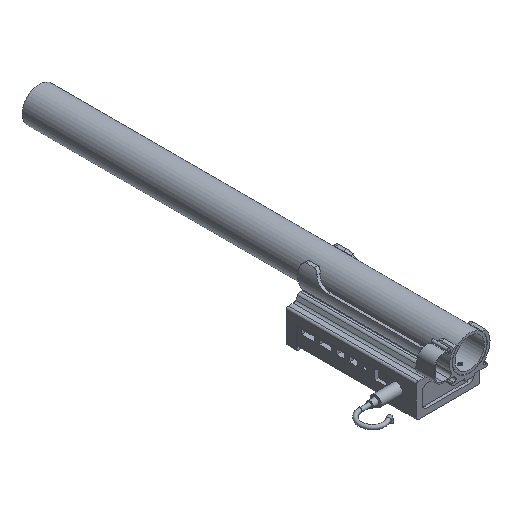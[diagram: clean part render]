
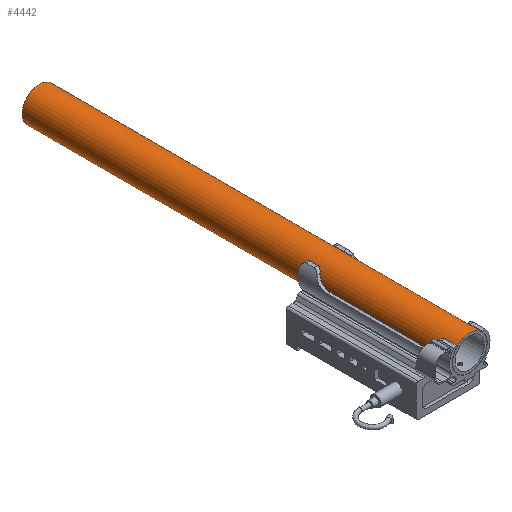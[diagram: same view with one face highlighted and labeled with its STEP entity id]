
A CAD part, isometric view. The second image highlights one B-rep face of the part: STEP entity #4442.
In plain terms, the highlighted cylindrical face has radius 17.5 mm (diameter 35 mm), a full revolution.
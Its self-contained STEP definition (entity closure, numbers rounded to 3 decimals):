
#43=B_SPLINE_CURVE_WITH_KNOTS('',3,(#6798,#6799,#6800,#6801,#6802,#6803,
#6804,#6805,#6806,#6807,#6808,#6809),.UNSPECIFIED.,.F.,.F.,(4,2,2,2,2,4),
(0.611,0.628,0.691,0.754,
0.816,0.872),.UNSPECIFIED.);
#51=B_SPLINE_CURVE_WITH_KNOTS('',3,(#6895,#6896,#6897,#6898,#6899,#6900),
 .UNSPECIFIED.,.F.,.F.,(4,2,4),(0.216,0.232,0.278),
 .UNSPECIFIED.);
#55=B_SPLINE_CURVE_WITH_KNOTS('',3,(#7055,#7056,#7057,#7058,#7059,#7060,
#7061,#7062,#7063,#7064,#7065,#7066,#7067,#7068,#7069,#7070,#7071,#7072,
#7073,#7074,#7075,#7076,#7077,#7078,#7079,#7080,#7081,#7082),
 .UNSPECIFIED.,.F.,.F.,(4,2,2,2,2,2,2,2,2,2,2,2,2,4),(0.,0.063,
0.148,0.168,0.18,0.194,
0.207,0.221,0.248,0.286,
0.329,0.376,0.425,0.468),
 .UNSPECIFIED.);
#59=B_SPLINE_CURVE_WITH_KNOTS('',3,(#7256,#7257,#7258,#7259,#7260,#7261,
#7262,#7263,#7264,#7265,#7266,#7267,#7268,#7269),.UNSPECIFIED.,.F.,.F.,
(4,2,2,2,2,2,4),(0.,0.06,0.112,0.17,
0.237,0.293,0.348),.UNSPECIFIED.);
#149=FACE_BOUND('',#636,.T.);
#375=FACE_OUTER_BOUND('',#635,.T.);
#635=EDGE_LOOP('',(#3334,#3335,#3336,#3337));
#636=EDGE_LOOP('',(#3338,#3339,#3340,#3341));
#947=LINE('',#7316,#1360);
#1360=VECTOR('',#5449,17.5);
#1677=CIRCLE('',#4755,17.5);
#1678=CIRCLE('',#4756,17.5);
#1918=VERTEX_POINT('',#6792);
#1919=VERTEX_POINT('',#6797);
#1929=VERTEX_POINT('',#6885);
#1930=VERTEX_POINT('',#6894);
#1934=VERTEX_POINT('',#7313);
#1935=VERTEX_POINT('',#7315);
#2424=EDGE_CURVE('',#1919,#1918,#43,.T.);
#2436=EDGE_CURVE('',#1930,#1929,#51,.T.);
#2440=EDGE_CURVE('',#1929,#1919,#55,.T.);
#2445=EDGE_CURVE('',#1918,#1930,#59,.T.);
#2451=EDGE_CURVE('',#1934,#1934,#1677,.T.);
#2452=EDGE_CURVE('',#1934,#1935,#947,.T.);
#2453=EDGE_CURVE('',#1935,#1935,#1678,.T.);
#3334=ORIENTED_EDGE('',*,*,#2451,.F.);
#3335=ORIENTED_EDGE('',*,*,#2452,.T.);
#3336=ORIENTED_EDGE('',*,*,#2453,.T.);
#3337=ORIENTED_EDGE('',*,*,#2452,.F.);
#3338=ORIENTED_EDGE('',*,*,#2440,.T.);
#3339=ORIENTED_EDGE('',*,*,#2424,.T.);
#3340=ORIENTED_EDGE('',*,*,#2445,.T.);
#3341=ORIENTED_EDGE('',*,*,#2436,.T.);
#4267=CYLINDRICAL_SURFACE('',#4754,17.5);
#4442=ADVANCED_FACE('',(#375,#149),#4267,.T.);
#4754=AXIS2_PLACEMENT_3D('',#7312,#5445,#5446);
#4755=AXIS2_PLACEMENT_3D('',#7314,#5447,#5448);
#4756=AXIS2_PLACEMENT_3D('',#7317,#5450,#5451);
#5445=DIRECTION('center_axis',(0.,1.,0.));
#5446=DIRECTION('ref_axis',(1.,0.,0.));
#5447=DIRECTION('center_axis',(0.,1.,0.));
#5448=DIRECTION('ref_axis',(1.,0.,0.));
#5449=DIRECTION('',(0.,-1.,0.));
#5450=DIRECTION('center_axis',(0.,1.,0.));
#5451=DIRECTION('ref_axis',(1.,0.,0.));
#6792=CARTESIAN_POINT('',(1.128,8.774,-17.464));
#6797=CARTESIAN_POINT('',(-1.291,8.947,-17.452));
#6798=CARTESIAN_POINT('Ctrl Pts',(-1.291,8.947,-17.452));
#6799=CARTESIAN_POINT('Ctrl Pts',(-1.255,8.903,-17.455));
#6800=CARTESIAN_POINT('Ctrl Pts',(-1.217,8.861,-17.458));
#6801=CARTESIAN_POINT('Ctrl Pts',(-1.03,8.674,-17.47));
#6802=CARTESIAN_POINT('Ctrl Pts',(-0.843,8.546,-17.481));
#6803=CARTESIAN_POINT('Ctrl Pts',(-0.433,8.376,-17.496));
#6804=CARTESIAN_POINT('Ctrl Pts',(-0.209,8.334,-17.5));
#6805=CARTESIAN_POINT('Ctrl Pts',(0.209,8.334,-17.5));
#6806=CARTESIAN_POINT('Ctrl Pts',(0.433,8.376,-17.496));
#6807=CARTESIAN_POINT('Ctrl Pts',(0.821,8.537,-17.482));
#6808=CARTESIAN_POINT('Ctrl Pts',(0.989,8.646,-17.473));
#6809=CARTESIAN_POINT('Ctrl Pts',(1.128,8.774,-17.464));
#6885=CARTESIAN_POINT('',(0.328,12.028,-17.497));
#6894=CARTESIAN_POINT('',(0.948,11.823,-17.474));
#6895=CARTESIAN_POINT('Ctrl Pts',(0.948,11.823,-17.474));
#6896=CARTESIAN_POINT('Ctrl Pts',(0.895,11.85,-17.477));
#6897=CARTESIAN_POINT('Ctrl Pts',(0.841,11.876,-17.48));
#6898=CARTESIAN_POINT('Ctrl Pts',(0.639,11.96,-17.489));
#6899=CARTESIAN_POINT('Ctrl Pts',(0.483,12.003,-17.494));
#6900=CARTESIAN_POINT('Ctrl Pts',(0.328,12.028,-17.497));
#7055=CARTESIAN_POINT('Ctrl Pts',(0.328,12.028,-17.497));
#7056=CARTESIAN_POINT('Ctrl Pts',(0.118,12.036,-17.501));
#7057=CARTESIAN_POINT('Ctrl Pts',(-0.092,12.017,
-17.501));
#7058=CARTESIAN_POINT('Ctrl Pts',(-0.574,11.911,-17.493));
#7059=CARTESIAN_POINT('Ctrl Pts',(-0.839,11.801,-17.481));
#7060=CARTESIAN_POINT('Ctrl Pts',(-1.128,11.608,-17.464));
#7061=CARTESIAN_POINT('Ctrl Pts',(-1.18,11.57,-17.46));
#7062=CARTESIAN_POINT('Ctrl Pts',(-1.261,11.504,-17.455));
#7063=CARTESIAN_POINT('Ctrl Pts',(-1.291,11.478,-17.452));
#7064=CARTESIAN_POINT('Ctrl Pts',(-1.356,11.42,-17.447));
#7065=CARTESIAN_POINT('Ctrl Pts',(-1.389,11.387,-17.445));
#7066=CARTESIAN_POINT('Ctrl Pts',(-1.451,11.322,-17.44));
#7067=CARTESIAN_POINT('Ctrl Pts',(-1.479,11.29,-17.437));
#7068=CARTESIAN_POINT('Ctrl Pts',(-1.536,11.221,-17.432));
#7069=CARTESIAN_POINT('Ctrl Pts',(-1.565,11.184,-17.43));
#7070=CARTESIAN_POINT('Ctrl Pts',(-1.644,11.073,-17.423));
#7071=CARTESIAN_POINT('Ctrl Pts',(-1.689,10.997,-17.418));
#7072=CARTESIAN_POINT('Ctrl Pts',(-1.786,10.805,-17.409));
#7073=CARTESIAN_POINT('Ctrl Pts',(-1.831,10.686,-17.404));
#7074=CARTESIAN_POINT('Ctrl Pts',(-1.894,10.423,-17.397));
#7075=CARTESIAN_POINT('Ctrl Pts',(-1.909,10.281,-17.396));
#7076=CARTESIAN_POINT('Ctrl Pts',(-1.899,9.981,-17.397));
#7077=CARTESIAN_POINT('Ctrl Pts',(-1.869,9.826,-17.4));
#7078=CARTESIAN_POINT('Ctrl Pts',(-1.763,9.525,-17.411));
#7079=CARTESIAN_POINT('Ctrl Pts',(-1.686,9.382,-17.419));
#7080=CARTESIAN_POINT('Ctrl Pts',(-1.503,9.138,-17.436));
#7081=CARTESIAN_POINT('Ctrl Pts',(-1.403,9.036,-17.444));
#7082=CARTESIAN_POINT('Ctrl Pts',(-1.291,8.947,-17.452));
#7256=CARTESIAN_POINT('Ctrl Pts',(1.128,8.774,-17.464));
#7257=CARTESIAN_POINT('Ctrl Pts',(1.278,8.904,-17.454));
#7258=CARTESIAN_POINT('Ctrl Pts',(1.404,9.06,-17.444));
#7259=CARTESIAN_POINT('Ctrl Pts',(1.587,9.386,-17.428));
#7260=CARTESIAN_POINT('Ctrl Pts',(1.651,9.55,-17.422));
#7261=CARTESIAN_POINT('Ctrl Pts',(1.738,9.91,-17.414));
#7262=CARTESIAN_POINT('Ctrl Pts',(1.755,10.106,-17.412));
#7263=CARTESIAN_POINT('Ctrl Pts',(1.733,10.523,-17.414));
#7264=CARTESIAN_POINT('Ctrl Pts',(1.685,10.743,-17.419));
#7265=CARTESIAN_POINT('Ctrl Pts',(1.535,11.124,-17.433));
#7266=CARTESIAN_POINT('Ctrl Pts',(1.444,11.288,-17.441));
#7267=CARTESIAN_POINT('Ctrl Pts',(1.222,11.583,-17.458));
#7268=CARTESIAN_POINT('Ctrl Pts',(1.093,11.713,-17.466));
#7269=CARTESIAN_POINT('Ctrl Pts',(0.948,11.823,-17.474));
#7312=CARTESIAN_POINT('Origin',(0.,0.,0.));
#7313=CARTESIAN_POINT('',(-17.5,440.,0.));
#7314=CARTESIAN_POINT('Origin',(0.,440.,0.));
#7315=CARTESIAN_POINT('',(-17.5,0.,0.));
#7316=CARTESIAN_POINT('',(-17.5,0.,0.));
#7317=CARTESIAN_POINT('Origin',(0.,0.,0.));
